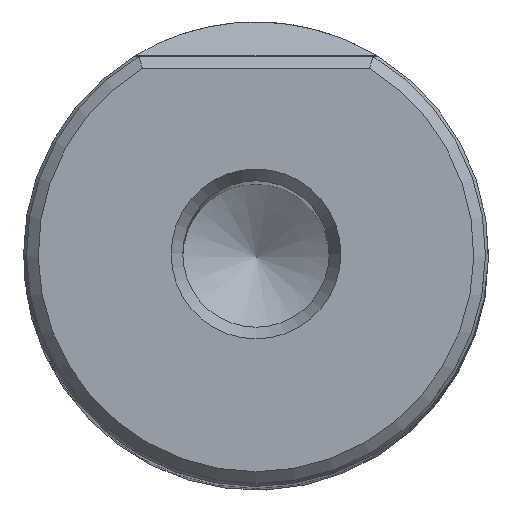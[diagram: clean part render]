
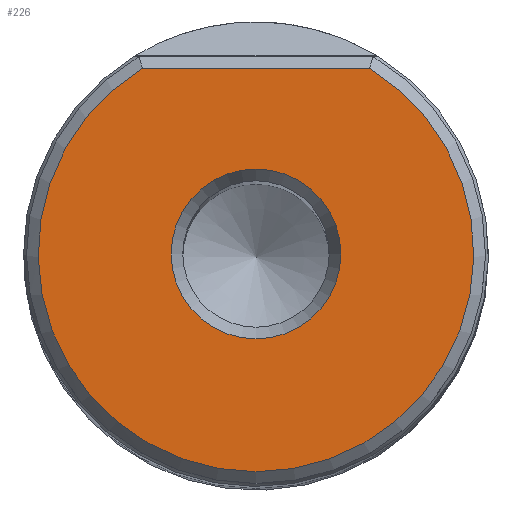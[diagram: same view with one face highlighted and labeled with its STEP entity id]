
A CAD part, top view. The second image highlights one B-rep face of the part: STEP entity #226.
In plain terms, the highlighted planar face has unit normal (0, 0, 1).
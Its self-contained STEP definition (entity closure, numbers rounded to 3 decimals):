
#127=PLANE('',#865);
#153=LINE('',#1289,#171);
#171=VECTOR('',#970,1.);
#226=ADVANCED_FACE('',(#389,#390),#127,.F.);
#389=FACE_BOUND('',#479,.T.);
#390=FACE_BOUND('',#480,.T.);
#479=EDGE_LOOP('',(#600,#601));
#480=EDGE_LOOP('',(#602));
#600=ORIENTED_EDGE('',*,*,#732,.T.);
#601=ORIENTED_EDGE('',*,*,#730,.T.);
#602=ORIENTED_EDGE('',*,*,#757,.T.);
#667=VERTEX_POINT('',#1280);
#670=VERTEX_POINT('',#1288);
#688=VERTEX_POINT('',#1422);
#730=EDGE_CURVE('',#667,#670,#153,.T.);
#732=EDGE_CURVE('',#670,#667,#797,.T.);
#757=EDGE_CURVE('',#688,#688,#799,.T.);
#797=CIRCLE('',#840,14.875);
#799=CIRCLE('',#854,5.8);
#840=AXIS2_PLACEMENT_3D('',#1292,#975,#976);
#854=AXIS2_PLACEMENT_3D('',#1421,#1015,#1016);
#865=AXIS2_PLACEMENT_3D('',#1439,#1037,#1038);
#970=DIRECTION('',(-1.,0.,0.));
#975=DIRECTION('',(0.,0.,1.));
#976=DIRECTION('',(-1.,0.,0.));
#1015=DIRECTION('',(0.,0.,-1.));
#1016=DIRECTION('',(-1.,0.,0.));
#1037=DIRECTION('',(0.,0.,-1.));
#1038=DIRECTION('',(-1.,0.,0.));
#1280=CARTESIAN_POINT('',(7.765,12.687,152.4));
#1288=CARTESIAN_POINT('',(-7.765,12.687,152.4));
#1289=CARTESIAN_POINT('',(-7.987,12.687,152.4));
#1292=CARTESIAN_POINT('',(0.,0.,152.4));
#1421=CARTESIAN_POINT('',(0.,0.,152.4));
#1422=CARTESIAN_POINT('',(-5.8,0.,152.4));
#1439=CARTESIAN_POINT('',(0.,0.,152.4));
